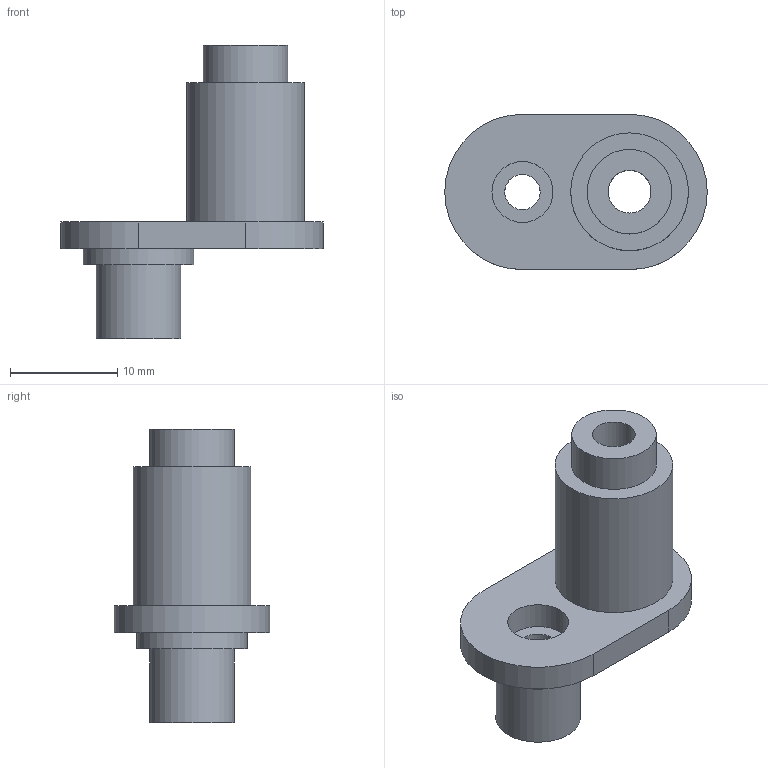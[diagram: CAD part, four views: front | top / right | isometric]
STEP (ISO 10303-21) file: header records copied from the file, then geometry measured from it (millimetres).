
FILE_DESCRIPTION(('FreeCAD Model'),'2;1');
FILE_NAME('Open CASCADE Shape Model','2024-11-11T22:58:47',(''),(''), 'Open CASCADE STEP processor 7.7','FreeCAD','Unknown');
FILE_SCHEMA(('AUTOMOTIVE_DESIGN { 1 0 10303 214 1 1 1 1 }'));
Length unit declared in the file: millimetre
Products named in the file (1): linkage
Bounding box: 24.5 x 14.5 x 27.4 mm (x, y, z)
Volume: 2271.1 mm3; surface area: 1868.4 mm2
Topology: 1 solids, 1 shells, 22 faces, 40 edges, 26 vertices
Faces by surface type: cylinder 12, plane 10
Full cylindrical faces by diameter (mm): 3.3 x1, 3.302 x1, 4 x3, 5.7 x1, 7.9 x2, 10.3 x1, 11 x1
Entity records: 580 total; most frequent: DIRECTION 108, CARTESIAN_POINT 89, ORIENTED_EDGE 80, AXIS2_PLACEMENT_3D 45, EDGE_CURVE 40, FACE_BOUND 32, EDGE_LOOP 32, VERTEX_POINT 26
